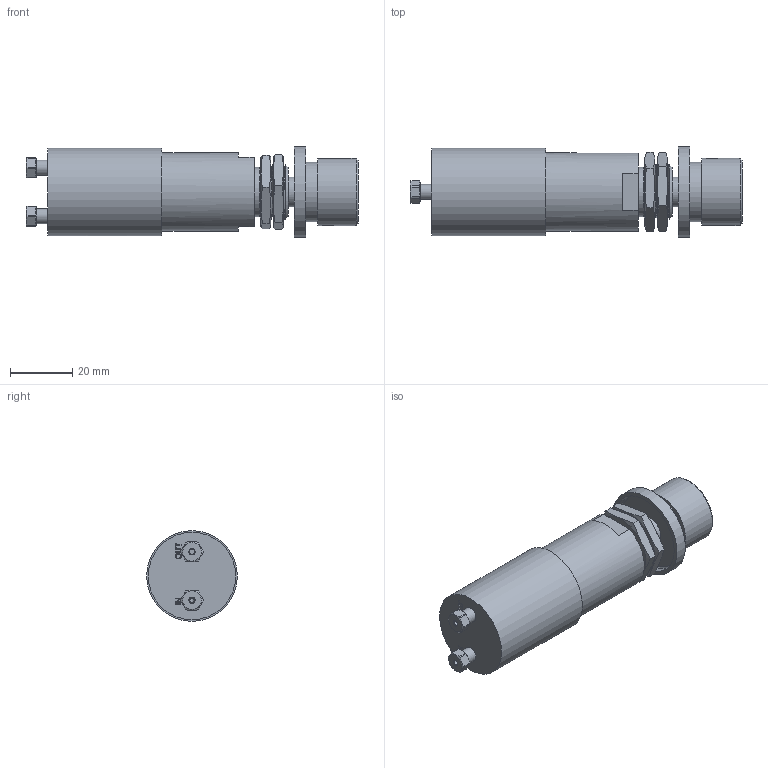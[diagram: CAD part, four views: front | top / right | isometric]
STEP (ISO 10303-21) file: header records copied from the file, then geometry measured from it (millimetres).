
FILE_DESCRIPTION((''),'2;1');
FILE_NAME('312393-PR50A60Z1 Combo Pressure Regulator.stp','2013-08-26T14:46:06',('Franzp'),(''),'Autodesk Inventor 2013','Autodesk Inventor 2013','');
FILE_SCHEMA(('AUTOMOTIVE_DESIGN { 1 0 10303 214 1 1 1 1 }'));
Length unit declared in the file: millimetre
Products named in the file (3): 3223a93; 322393; 313148
Assembly tree (3 placements, depth 2):
  3223a93
    322393
    313148  x2
Bounding box: 106.91 x 29.21 x 29.21 mm (x, y, z)
Volume: 1310.7 mm3; surface area: 14670.7 mm2
Topology: 2 solids, 20 shells, 139 faces, 404 edges, 286 vertices
Faces by surface type: plane 68, cylinder 44, cone 22, bspline 4, torus 1
Full cylindrical faces by diameter (mm): 1.587 x2, 1.727 x2, 4.826 x2, 6.35 x1, 6.73 x1, 9.5 x1, 15.893 x2, 16 x1, 16.307 x2, 19.05 x1, 21.59 x1, 25.146 x1, 26.67 x1, 28.194 x1, 29.21 x1
Entity records: 6733 total; most frequent: CARTESIAN_POINT 3568, DIRECTION 590, ORIENTED_EDGE 503, EDGE_CURVE 299, AXIS2_PLACEMENT_3D 239, VERTEX_POINT 237, EDGE_LOOP 189, FACE_OUTER_BOUND 120
